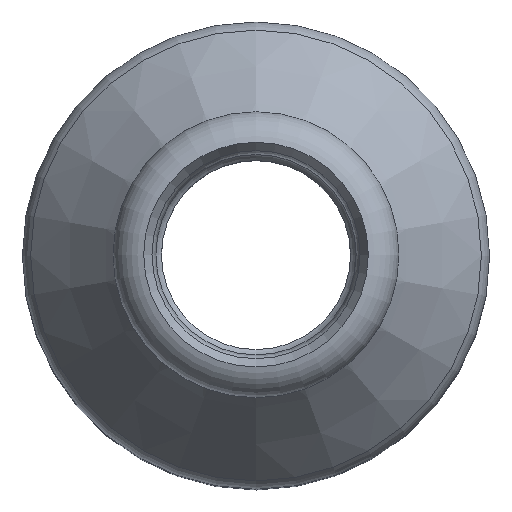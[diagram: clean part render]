
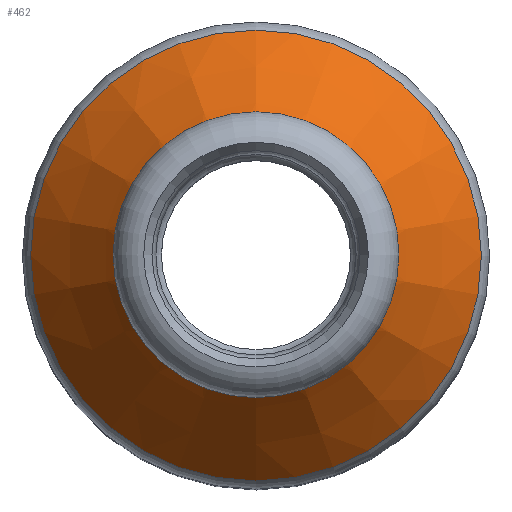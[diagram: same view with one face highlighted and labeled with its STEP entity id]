
A CAD part, top view. The second image highlights one B-rep face of the part: STEP entity #462.
In plain terms, the highlighted conical face has half-angle 37.941 degrees and reference radius 15.341 mm.
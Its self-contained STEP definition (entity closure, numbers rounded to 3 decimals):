
#18=CONICAL_SURFACE('',#545,15.341,0.662);
#25=LINE('',#865,#36);
#36=VECTOR('',#699,15.341);
#61=FACE_OUTER_BOUND('',#82,.T.);
#82=EDGE_LOOP('',(#372,#373,#374,#375,#376,#377,#378,#379));
#128=CIRCLE('',#538,20.26);
#129=CIRCLE('',#539,20.26);
#134=CIRCLE('',#544,20.26);
#135=CIRCLE('',#546,10.423);
#136=CIRCLE('',#547,10.423);
#137=CIRCLE('',#548,10.423);
#188=VERTEX_POINT('',#845);
#189=VERTEX_POINT('',#846);
#190=VERTEX_POINT('',#848);
#194=VERTEX_POINT('',#859);
#195=VERTEX_POINT('',#860);
#196=VERTEX_POINT('',#862);
#254=EDGE_CURVE('',#188,#189,#128,.T.);
#255=EDGE_CURVE('',#190,#188,#129,.T.);
#260=EDGE_CURVE('',#189,#190,#134,.T.);
#261=EDGE_CURVE('',#194,#195,#135,.T.);
#262=EDGE_CURVE('',#196,#194,#136,.T.);
#263=EDGE_CURVE('',#195,#196,#137,.T.);
#264=EDGE_CURVE('',#195,#189,#25,.T.);
#372=ORIENTED_EDGE('',*,*,#261,.F.);
#373=ORIENTED_EDGE('',*,*,#262,.F.);
#374=ORIENTED_EDGE('',*,*,#263,.F.);
#375=ORIENTED_EDGE('',*,*,#264,.T.);
#376=ORIENTED_EDGE('',*,*,#260,.T.);
#377=ORIENTED_EDGE('',*,*,#255,.T.);
#378=ORIENTED_EDGE('',*,*,#254,.T.);
#379=ORIENTED_EDGE('',*,*,#264,.F.);
#462=ADVANCED_FACE('',(#61),#18,.T.);
#538=AXIS2_PLACEMENT_3D('',#847,#677,#678);
#539=AXIS2_PLACEMENT_3D('',#849,#679,#680);
#544=AXIS2_PLACEMENT_3D('',#857,#689,#690);
#545=AXIS2_PLACEMENT_3D('',#858,#691,#692);
#546=AXIS2_PLACEMENT_3D('',#861,#693,#694);
#547=AXIS2_PLACEMENT_3D('',#863,#695,#696);
#548=AXIS2_PLACEMENT_3D('',#864,#697,#698);
#677=DIRECTION('center_axis',(0.,0.,1.));
#678=DIRECTION('ref_axis',(-1.,0.,0.));
#679=DIRECTION('center_axis',(0.,0.,1.));
#680=DIRECTION('ref_axis',(-1.,0.,0.));
#689=DIRECTION('center_axis',(0.,0.,1.));
#690=DIRECTION('ref_axis',(-1.,0.,0.));
#691=DIRECTION('center_axis',(0.,0.,-1.));
#692=DIRECTION('ref_axis',(0.,1.,0.));
#693=DIRECTION('center_axis',(0.,0.,1.));
#694=DIRECTION('ref_axis',(-1.,0.,0.));
#695=DIRECTION('center_axis',(0.,0.,1.));
#696=DIRECTION('ref_axis',(-1.,0.,0.));
#697=DIRECTION('center_axis',(0.,0.,1.));
#698=DIRECTION('ref_axis',(-1.,0.,0.));
#699=DIRECTION('',(0.,-0.615,-0.789));
#845=CARTESIAN_POINT('',(0.,20.26,25.152));
#846=CARTESIAN_POINT('',(0.,-20.26,25.152));
#847=CARTESIAN_POINT('Origin',(0.,0.,25.152));
#848=CARTESIAN_POINT('',(20.26,0.,25.152));
#849=CARTESIAN_POINT('Origin',(0.,0.,25.152));
#857=CARTESIAN_POINT('Origin',(0.,0.,25.152));
#858=CARTESIAN_POINT('Origin',(0.,0.,31.461));
#859=CARTESIAN_POINT('',(0.,10.423,37.77));
#860=CARTESIAN_POINT('',(0.,-10.423,37.77));
#861=CARTESIAN_POINT('Origin',(0.,0.,37.77));
#862=CARTESIAN_POINT('',(10.423,0.,37.77));
#863=CARTESIAN_POINT('Origin',(0.,0.,37.77));
#864=CARTESIAN_POINT('Origin',(0.,0.,37.77));
#865=CARTESIAN_POINT('',(0.,-15.341,31.461));
